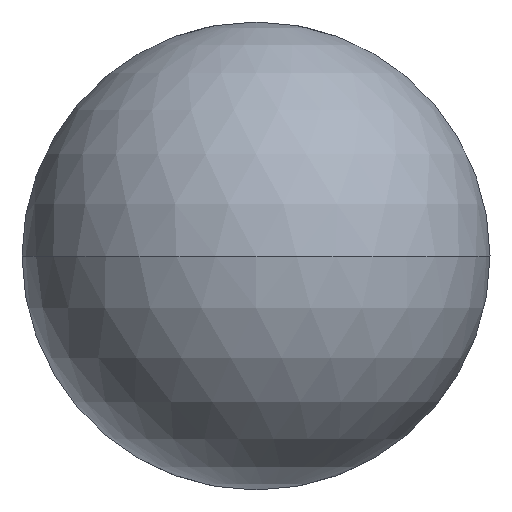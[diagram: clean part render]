
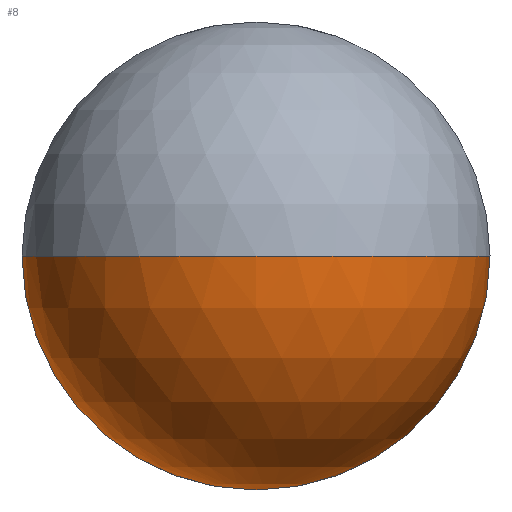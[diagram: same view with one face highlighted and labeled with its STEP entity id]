
A CAD part, front view. The second image highlights one B-rep face of the part: STEP entity #8.
In plain terms, the highlighted spherical face has radius 6.35 mm.
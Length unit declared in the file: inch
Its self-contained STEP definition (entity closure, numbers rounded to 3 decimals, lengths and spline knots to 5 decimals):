
#8 = ADVANCED_FACE ( 'NONE', ( #214 ), #221, .T. ) ;
#29 = CARTESIAN_POINT ( 'NONE',  ( 0., 0.25, 0. ) ) ;
#31 = EDGE_CURVE ( 'NONE', #420, #129, #172, .T. ) ;
#56 = ORIENTED_EDGE ( 'NONE', *, *, #244, .T. ) ;
#83 = DIRECTION ( 'NONE',  ( 0., 0., 1. ) ) ;
#96 = DIRECTION ( 'NONE',  ( 0., 0., -1. ) ) ;
#116 = AXIS2_PLACEMENT_3D ( 'NONE', #319, #242, #203 ) ;
#129 = VERTEX_POINT ( 'NONE', #517 ) ;
#137 = VERTEX_POINT ( 'NONE', #461 ) ;
#172 = CIRCLE ( 'NONE', #475, 0.25 ) ;
#181 = AXIS2_PLACEMENT_3D ( 'NONE', #301, #462, #223 ) ;
#186 = DIRECTION ( 'NONE',  ( 0., -1., 0. ) ) ;
#203 = DIRECTION ( 'NONE',  ( -1., 0., 0. ) ) ;
#206 = CARTESIAN_POINT ( 'NONE',  ( -0.25, 0.25, 0. ) ) ;
#214 = FACE_OUTER_BOUND ( 'NONE', #219, .T. ) ;
#219 = EDGE_LOOP ( 'NONE', ( #415, #56, #254, #509 ) ) ;
#221 = SPHERICAL_SURFACE ( 'NONE', #181, 0.25 ) ;
#223 = DIRECTION ( 'NONE',  ( -1., 0., 0. ) ) ;
#224 = CARTESIAN_POINT ( 'NONE',  ( 0., 0.25, 0. ) ) ;
#241 = DIRECTION ( 'NONE',  ( 1., 0., 0. ) ) ;
#242 = DIRECTION ( 'NONE',  ( 0., 0., -1. ) ) ;
#244 = EDGE_CURVE ( 'NONE', #129, #137, #256, .T. ) ;
#254 = ORIENTED_EDGE ( 'NONE', *, *, #474, .T. ) ;
#256 = CIRCLE ( 'NONE', #349, 0.25 ) ;
#267 = CIRCLE ( 'NONE', #312, 0.25 ) ;
#301 = CARTESIAN_POINT ( 'NONE',  ( 0., 0.25, 0. ) ) ;
#312 = AXIS2_PLACEMENT_3D ( 'NONE', #399, #83, #241 ) ;
#319 = CARTESIAN_POINT ( 'NONE',  ( 0., 0.25, 0. ) ) ;
#349 = AXIS2_PLACEMENT_3D ( 'NONE', #224, #388, #96 ) ;
#351 = DIRECTION ( 'NONE',  ( 0., 0., -1. ) ) ;
#362 = EDGE_CURVE ( 'NONE', #420, #489, #267, .T. ) ;
#388 = DIRECTION ( 'NONE',  ( 0., -1., 0. ) ) ;
#399 = CARTESIAN_POINT ( 'NONE',  ( 0., 0.25, 0. ) ) ;
#415 = ORIENTED_EDGE ( 'NONE', *, *, #31, .T. ) ;
#420 = VERTEX_POINT ( 'NONE', #206 ) ;
#461 = CARTESIAN_POINT ( 'NONE',  ( 0.25, 0.25, 0. ) ) ;
#462 = DIRECTION ( 'NONE',  ( 0., 0., -1. ) ) ;
#474 = EDGE_CURVE ( 'NONE', #137, #489, #476, .T. ) ;
#475 = AXIS2_PLACEMENT_3D ( 'NONE', #29, #186, #351 ) ;
#476 = CIRCLE ( 'NONE', #116, 0.25 ) ;
#478 = CARTESIAN_POINT ( 'NONE',  ( 0., 0., 0. ) ) ;
#489 = VERTEX_POINT ( 'NONE', #478 ) ;
#509 = ORIENTED_EDGE ( 'NONE', *, *, #362, .F. ) ;
#517 = CARTESIAN_POINT ( 'NONE',  ( 0., 0.25, -0.25 ) ) ;
